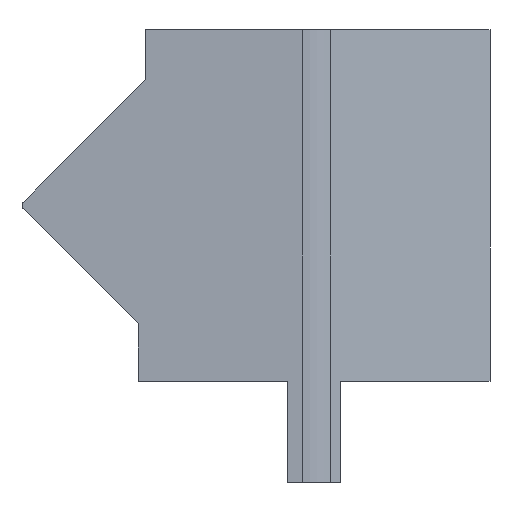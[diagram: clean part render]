
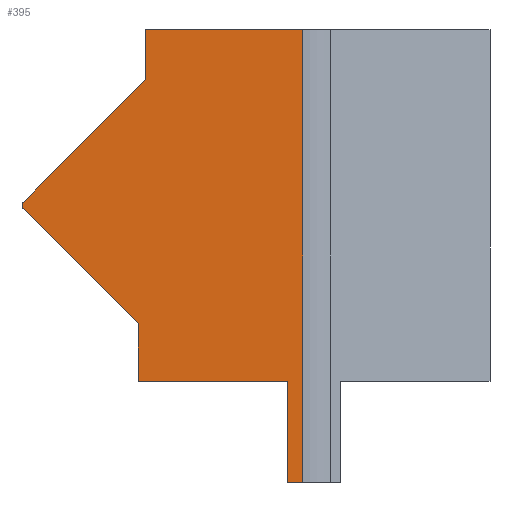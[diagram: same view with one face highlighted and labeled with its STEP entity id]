
A CAD part, front view. The second image highlights one B-rep face of the part: STEP entity #395.
In plain terms, the highlighted planar face has unit normal (0, -1, 0).
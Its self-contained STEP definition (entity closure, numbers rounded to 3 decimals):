
#28=PLANE('',#432);
#48=FACE_OUTER_BOUND('',#70,.T.);
#70=EDGE_LOOP('',(#338,#339,#340,#341,#342,#343,#344,#345,#346,#347));
#78=LINE('',#550,#128);
#85=LINE('',#566,#135);
#104=LINE('',#603,#154);
#110=LINE('',#616,#160);
#111=LINE('',#619,#161);
#115=LINE('',#627,#165);
#116=LINE('',#629,#166);
#117=LINE('',#633,#167);
#118=LINE('',#634,#168);
#128=VECTOR('',#448,10.);
#135=VECTOR('',#461,10.);
#154=VECTOR('',#490,10.);
#160=VECTOR('',#504,10.);
#161=VECTOR('',#507,10.);
#165=VECTOR('',#513,10.);
#166=VECTOR('',#514,10.);
#167=VECTOR('',#517,10.);
#168=VECTOR('',#518,10.);
#180=CIRCLE('',#433,0.2);
#183=VERTEX_POINT('',#547);
#184=VERTEX_POINT('',#549);
#190=VERTEX_POINT('',#565);
#203=VERTEX_POINT('',#601);
#206=VERTEX_POINT('',#614);
#207=VERTEX_POINT('',#618);
#210=VERTEX_POINT('',#626);
#211=VERTEX_POINT('',#628);
#212=VERTEX_POINT('',#630);
#213=VERTEX_POINT('',#632);
#219=EDGE_CURVE('',#183,#184,#78,.T.);
#227=EDGE_CURVE('',#184,#190,#85,.T.);
#246=EDGE_CURVE('',#183,#203,#104,.T.);
#252=EDGE_CURVE('',#206,#190,#110,.T.);
#253=EDGE_CURVE('',#207,#206,#111,.T.);
#257=EDGE_CURVE('',#203,#210,#115,.T.);
#258=EDGE_CURVE('',#210,#211,#116,.T.);
#259=EDGE_CURVE('',#211,#212,#180,.T.);
#260=EDGE_CURVE('',#212,#213,#117,.T.);
#261=EDGE_CURVE('',#213,#207,#118,.T.);
#338=ORIENTED_EDGE('',*,*,#219,.F.);
#339=ORIENTED_EDGE('',*,*,#246,.T.);
#340=ORIENTED_EDGE('',*,*,#257,.T.);
#341=ORIENTED_EDGE('',*,*,#258,.T.);
#342=ORIENTED_EDGE('',*,*,#259,.T.);
#343=ORIENTED_EDGE('',*,*,#260,.T.);
#344=ORIENTED_EDGE('',*,*,#261,.T.);
#345=ORIENTED_EDGE('',*,*,#253,.T.);
#346=ORIENTED_EDGE('',*,*,#252,.T.);
#347=ORIENTED_EDGE('',*,*,#227,.F.);
#395=ADVANCED_FACE('',(#48),#28,.T.);
#432=AXIS2_PLACEMENT_3D('',#625,#511,#512);
#433=AXIS2_PLACEMENT_3D('',#631,#515,#516);
#448=DIRECTION('',(0.,0.,-1.));
#461=DIRECTION('',(-1.,0.,0.));
#490=DIRECTION('',(-1.,0.,0.));
#504=DIRECTION('',(0.,0.,-1.));
#507=DIRECTION('',(1.,0.,0.));
#511=DIRECTION('center_axis',(0.,-1.,0.));
#512=DIRECTION('ref_axis',(1.,0.,0.));
#513=DIRECTION('',(0.,0.,-1.));
#514=DIRECTION('',(-0.707,0.,-0.707));
#515=DIRECTION('center_axis',(0.,-1.,0.));
#516=DIRECTION('ref_axis',(-0.707,0.,0.707));
#517=DIRECTION('',(0.707,0.,-0.707));
#518=DIRECTION('',(0.,0.,-1.));
#547=CARTESIAN_POINT('',(-41.28,24.45,18.8));
#549=CARTESIAN_POINT('',(-41.28,24.45,0.));
#550=CARTESIAN_POINT('',(-41.28,24.45,15.25));
#565=CARTESIAN_POINT('',(-41.9,24.45,0.));
#566=CARTESIAN_POINT('',(-40.65,24.45,0.));
#601=CARTESIAN_POINT('',(-47.8,24.45,18.8));
#603=CARTESIAN_POINT('',(-38.4,24.45,18.8));
#614=CARTESIAN_POINT('',(-41.9,24.45,4.2));
#616=CARTESIAN_POINT('',(-41.9,24.45,4.2));
#618=CARTESIAN_POINT('',(-48.1,24.45,4.2));
#619=CARTESIAN_POINT('',(-45.7,24.45,4.2));
#625=CARTESIAN_POINT('Origin',(-43.3,24.45,11.5));
#626=CARTESIAN_POINT('',(-47.8,24.45,16.717));
#627=CARTESIAN_POINT('',(-47.8,24.45,15.15));
#628=CARTESIAN_POINT('',(-52.876,24.45,11.641));
#629=CARTESIAN_POINT('',(-47.979,24.45,16.538));
#630=CARTESIAN_POINT('',(-52.876,24.45,11.359));
#631=CARTESIAN_POINT('Origin',(-52.734,24.45,11.5));
#632=CARTESIAN_POINT('',(-48.1,24.45,6.583));
#633=CARTESIAN_POINT('',(-50.517,24.45,9.));
#634=CARTESIAN_POINT('',(-48.1,24.45,9.041));
